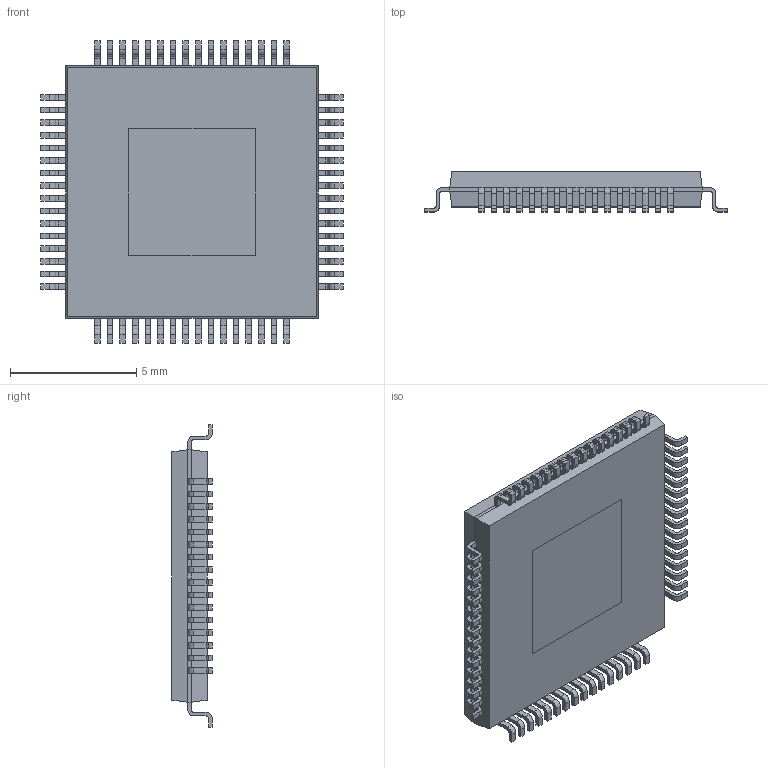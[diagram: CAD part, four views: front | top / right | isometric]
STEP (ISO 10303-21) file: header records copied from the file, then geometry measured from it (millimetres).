
FILE_DESCRIPTION (( 'STEP AP214' ), '1' );
FILE_NAME ('ADV7611BSWZ.STEP', '2020-12-18T19:40:30', ( '' ), ( '' ), 'SwSTEP 2.0', 'SolidWorks 2018', '' );
FILE_SCHEMA (( 'AUTOMOTIVE_DESIGN' ));
Length unit declared in the file: millimetre
Products named in the file (1): ADV7611BSWZ
Bounding box: 12 x 1.6 x 12 mm (x, y, z)
Volume: 141.5 mm3; surface area: 386.4 mm2
Topology: 66 solids, 66 shells, 921 faces, 2356 edges, 1568 vertices
Faces by surface type: plane 665, cylinder 256
Entity records: 28397 total; most frequent: CARTESIAN_POINT 4846, ORIENTED_EDGE 4712, DIRECTION 4712, EDGE_CURVE 2356, VECTOR 1844, LINE 1844, VERTEX_POINT 1568, AXIS2_PLACEMENT_3D 1434
